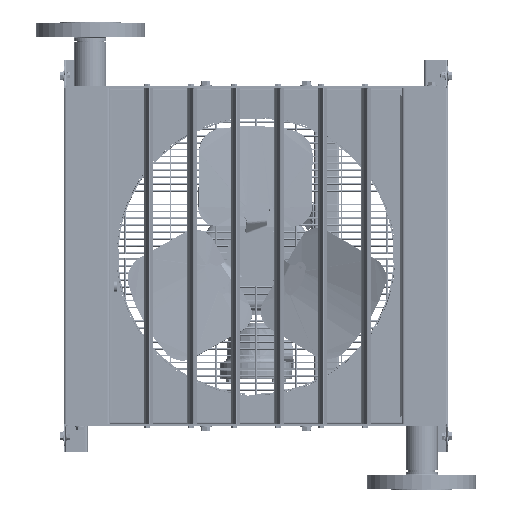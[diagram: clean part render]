
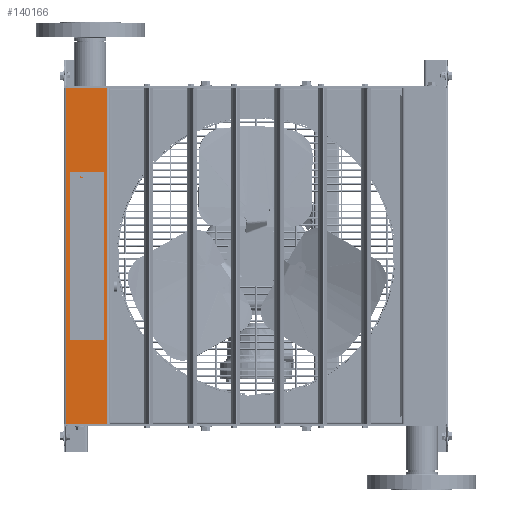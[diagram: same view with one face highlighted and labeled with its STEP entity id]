
A CAD part, left-side view. The second image highlights one B-rep face of the part: STEP entity #140166.
In plain terms, the highlighted planar face has unit normal (-1, 0, 0).
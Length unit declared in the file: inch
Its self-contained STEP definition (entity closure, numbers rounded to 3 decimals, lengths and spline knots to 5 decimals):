
#540 = VERTEX_POINT ( 'NONE', #50862 ) ;
#7474 = CARTESIAN_POINT ( 'NONE',  ( -4.223, 11.3265, 10.05928 ) ) ;
#14962 = VERTEX_POINT ( 'NONE', #50356 ) ;
#18081 = CARTESIAN_POINT ( 'NONE',  ( -4.223, 11.4765, -11.73228 ) ) ;
#24184 = VECTOR ( 'NONE', #102298, 39.37008 ) ;
#30068 = FACE_OUTER_BOUND ( 'NONE', #56847, .T. ) ;
#32364 = DIRECTION ( 'NONE',  ( 0., 0., -1. ) ) ;
#38465 = LINE ( 'NONE', #53758, #109836 ) ;
#44906 = LINE ( 'NONE', #102295, #116214 ) ;
#46152 = DIRECTION ( 'NONE',  ( 0., -1., 0. ) ) ;
#50028 = ORIENTED_EDGE ( 'NONE', *, *, #79840, .F. ) ;
#50356 = CARTESIAN_POINT ( 'NONE',  ( -4.223, 8.87059, -10.05928 ) ) ;
#50862 = CARTESIAN_POINT ( 'NONE',  ( -4.223, 8.87059, 10.05928 ) ) ;
#53758 = CARTESIAN_POINT ( 'NONE',  ( -4.223, 11.3265, -11.73228 ) ) ;
#56847 = EDGE_LOOP ( 'NONE', ( #77008, #50028, #116856, #175256 ) ) ;
#60874 = LINE ( 'NONE', #179212, #168617 ) ;
#62066 = LINE ( 'NONE', #157670, #24184 ) ;
#66252 = DIRECTION ( 'NONE',  ( 0., -1., 0. ) ) ;
#73485 = AXIS2_PLACEMENT_3D ( 'NONE', #18081, #117636, #32364 ) ;
#77008 = ORIENTED_EDGE ( 'NONE', *, *, #79824, .F. ) ;
#78435 = EDGE_CURVE ( 'NONE', #14962, #540, #62066, .T. ) ;
#79824 = EDGE_CURVE ( 'NONE', #125189, #540, #60874, .T. ) ;
#79840 = EDGE_CURVE ( 'NONE', #178324, #125189, #38465, .T. ) ;
#80082 = EDGE_CURVE ( 'NONE', #178324, #14962, #44906, .T. ) ;
#82861 = PLANE ( 'NONE',  #73485 ) ;
#102295 = CARTESIAN_POINT ( 'NONE',  ( -4.223, 11.4765, -10.05928 ) ) ;
#102298 = DIRECTION ( 'NONE',  ( 0., 0., 1. ) ) ;
#109836 = VECTOR ( 'NONE', #138219, 39.37008 ) ;
#116214 = VECTOR ( 'NONE', #46152, 39.37008 ) ;
#116856 = ORIENTED_EDGE ( 'NONE', *, *, #80082, .T. ) ;
#117636 = DIRECTION ( 'NONE',  ( -1., 0., 0. ) ) ;
#125189 = VERTEX_POINT ( 'NONE', #7474 ) ;
#138219 = DIRECTION ( 'NONE',  ( 0., 0., 1. ) ) ;
#140166 = ADVANCED_FACE ( 'NONE', ( #30068 ), #82861, .T. ) ;
#157670 = CARTESIAN_POINT ( 'NONE',  ( -4.223, 8.87059, -11.73228 ) ) ;
#161977 = CARTESIAN_POINT ( 'NONE',  ( -4.223, 11.3265, -10.05928 ) ) ;
#168617 = VECTOR ( 'NONE', #66252, 39.37008 ) ;
#175256 = ORIENTED_EDGE ( 'NONE', *, *, #78435, .T. ) ;
#178324 = VERTEX_POINT ( 'NONE', #161977 ) ;
#179212 = CARTESIAN_POINT ( 'NONE',  ( -4.223, 11.4765, 10.05928 ) ) ;
